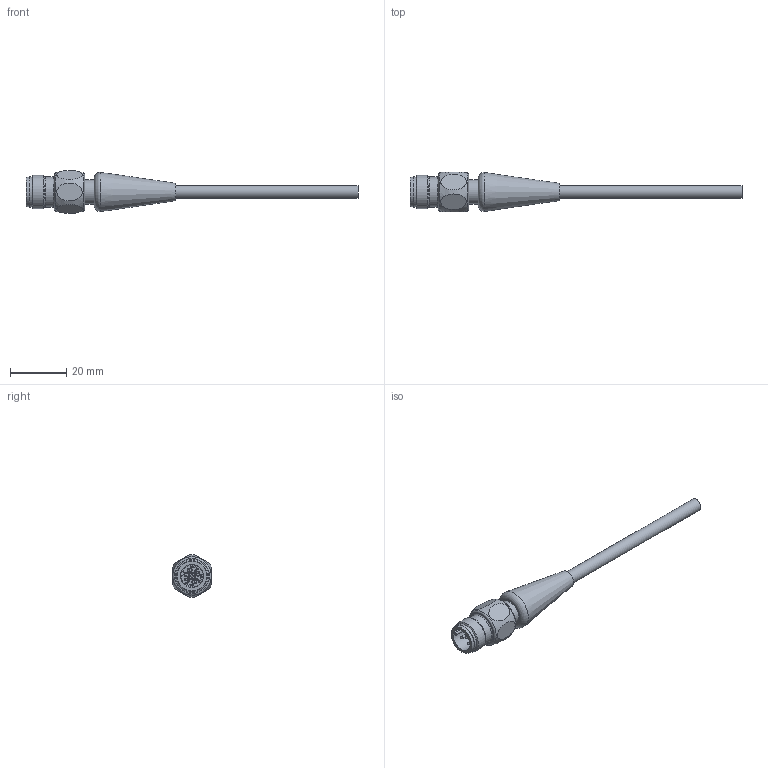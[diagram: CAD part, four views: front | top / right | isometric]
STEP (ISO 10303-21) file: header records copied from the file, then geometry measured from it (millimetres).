
FILE_DESCRIPTION(/* description */ (''),/* implementation_level */ '2;1');
FILE_NAME(/* name */ '8063709_Verbindungsleitung.stp',/* time_stamp */ '2016-05-20T14:09:33+02:00',/* author */ (''),/* organization */ (''),/* preprocessor_version */ 'ST-DEVELOPER v16',/* originating_system */ 'SIEMENS PLM Software NX 10.0',/* authorisation */ '');
FILE_SCHEMA (('AUTOMOTIVE_DESIGN { 1 0 10303 214 3 1 1 1 }'));
Length unit declared in the file: millimetre
Products named in the file (1): t.he2074609Dh5g9
Bounding box: 118.38 x 14 x 15.33 mm (x, y, z)
Volume: 6124.6 mm3; surface area: 3535.2 mm2
Topology: 1 solids, 1 shells, 97 faces, 221 edges, 133 vertices
Faces by surface type: cylinder 36, plane 31, torus 15, sphere 11, cone 3, bspline 1
Full cylindrical faces by diameter (mm): 1 x5, 2 x1, 4.6 x1, 8.3 x1, 8.7 x1, 10.5 x1, 10.8 x2, 11.9 x1
Entity records: 2588 total; most frequent: CARTESIAN_POINT 545, DIRECTION 468, ORIENTED_EDGE 340, AXIS2_PLACEMENT_3D 207, EDGE_CURVE 170, EDGE_LOOP 138, VERTEX_POINT 116, CIRCLE 110
